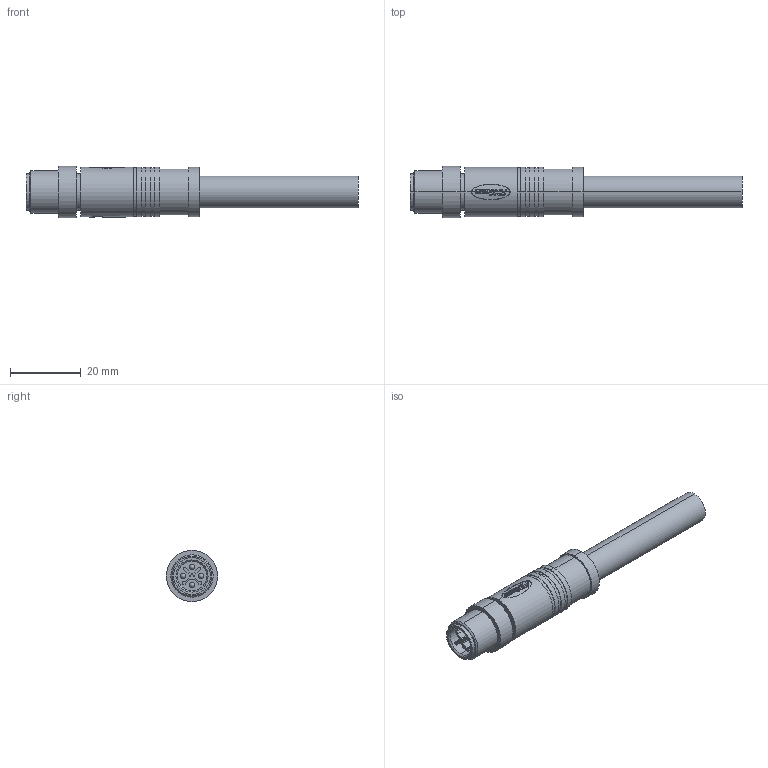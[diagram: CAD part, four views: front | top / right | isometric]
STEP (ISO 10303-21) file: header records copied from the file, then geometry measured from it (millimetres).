
FILE_DESCRIPTION (( 'STEP AP203' ), '1' );
FILE_NAME ('P121.STEP', '2020-03-31T03:43:54', ( 'edpusr' ), ( 'Microsoft' ), 'SwSTEP 2.0', 'SolidWorks 2015', '' );
FILE_SCHEMA (( 'CONFIG_CONTROL_DESIGN' ));
Length unit declared in the file: millimetre
Products named in the file (1): P121
Bounding box: 94 x 14.5 x 14.5 mm (x, y, z)
Volume: 9390.2 mm3; surface area: 4471.5 mm2
Topology: 1 solids, 1 shells, 324 faces, 909 edges, 599 vertices
Faces by surface type: bspline 172, cylinder 84, plane 64, cone 4
Entity records: 15432 total; most frequent: CARTESIAN_POINT 8243, ORIENTED_EDGE 1802, DIRECTION 920, EDGE_CURVE 901, VERTEX_POINT 599, B_SPLINE_CURVE_WITH_KNOTS 399, LINE 388, VECTOR 388
